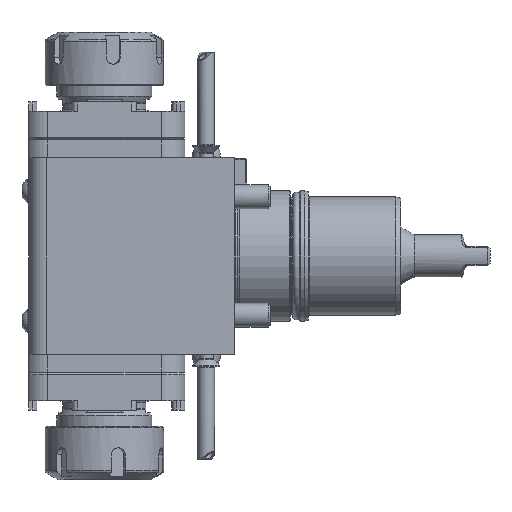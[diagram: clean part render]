
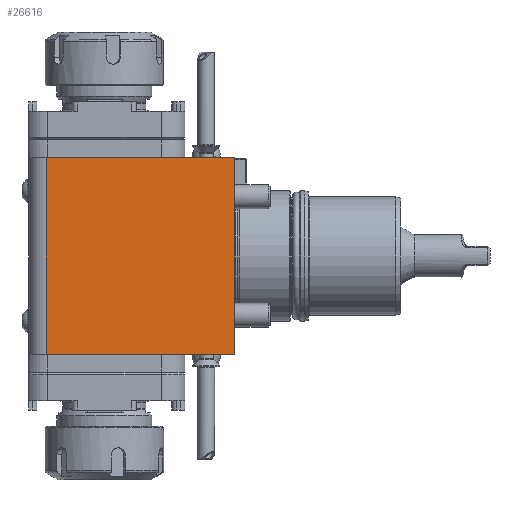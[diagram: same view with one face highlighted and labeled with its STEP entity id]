
A CAD part, left-side view. The second image highlights one B-rep face of the part: STEP entity #26616.
In plain terms, the highlighted planar face has unit normal (-1, 0, 0).
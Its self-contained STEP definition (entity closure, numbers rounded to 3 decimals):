
#299 = ORIENTED_EDGE ( 'NONE', *, *, #7725, .F. ) ;
#2637 = DIRECTION ( 'NONE',  ( 0., 0., -1. ) ) ;
#2708 = CARTESIAN_POINT ( 'NONE',  ( -42., 24.5, 41.5 ) ) ;
#2721 = EDGE_LOOP ( 'NONE', ( #13768, #299, #21501, #32653 ) ) ;
#2729 = CARTESIAN_POINT ( 'NONE',  ( -42., 24.5, -41.5 ) ) ;
#3505 = DIRECTION ( 'NONE',  ( 0., 0., -1. ) ) ;
#5674 = EDGE_CURVE ( 'NONE', #11726, #32101, #31809, .T. ) ;
#6852 = CARTESIAN_POINT ( 'NONE',  ( -42., 34., 41.5 ) ) ;
#7048 = LINE ( 'NONE', #6852, #31098 ) ;
#7725 = EDGE_CURVE ( 'NONE', #32101, #16182, #17022, .T. ) ;
#7731 = LINE ( 'NONE', #13592, #20487 ) ;
#8430 = VERTEX_POINT ( 'NONE', #2708 ) ;
#11556 = CARTESIAN_POINT ( 'NONE',  ( -42., -125., -49. ) ) ;
#11726 = VERTEX_POINT ( 'NONE', #32950 ) ;
#11964 = CARTESIAN_POINT ( 'NONE',  ( -42., -55., -41.5 ) ) ;
#13592 = CARTESIAN_POINT ( 'NONE',  ( -42., 24.5, -49. ) ) ;
#13768 = ORIENTED_EDGE ( 'NONE', *, *, #19132, .T. ) ;
#15405 = CARTESIAN_POINT ( 'NONE',  ( -42., -55., -49. ) ) ;
#16182 = VERTEX_POINT ( 'NONE', #2729 ) ;
#16934 = AXIS2_PLACEMENT_3D ( 'NONE', #11556, #22058, #21831 ) ;
#17022 = LINE ( 'NONE', #11964, #24652 ) ;
#17108 = PLANE ( 'NONE',  #16934 ) ;
#17319 = CARTESIAN_POINT ( 'NONE',  ( -42., -55., -41.5 ) ) ;
#18110 = VECTOR ( 'NONE', #2637, 1000. ) ;
#19132 = EDGE_CURVE ( 'NONE', #8430, #16182, #7731, .T. ) ;
#20487 = VECTOR ( 'NONE', #3505, 1000. ) ;
#21501 = ORIENTED_EDGE ( 'NONE', *, *, #5674, .F. ) ;
#21831 = DIRECTION ( 'NONE',  ( 0., 0., 1. ) ) ;
#22058 = DIRECTION ( 'NONE',  ( -1., 0., 0. ) ) ;
#24644 = DIRECTION ( 'NONE',  ( 0., -1., 0. ) ) ;
#24652 = VECTOR ( 'NONE', #24729, 1000. ) ;
#24729 = DIRECTION ( 'NONE',  ( 0., 1., 0. ) ) ;
#25455 = EDGE_CURVE ( 'NONE', #8430, #11726, #7048, .T. ) ;
#26616 = ADVANCED_FACE ( 'NONE', ( #32281 ), #17108, .T. ) ;
#31098 = VECTOR ( 'NONE', #24644, 1000. ) ;
#31809 = LINE ( 'NONE', #15405, #18110 ) ;
#32101 = VERTEX_POINT ( 'NONE', #17319 ) ;
#32281 = FACE_OUTER_BOUND ( 'NONE', #2721, .T. ) ;
#32653 = ORIENTED_EDGE ( 'NONE', *, *, #25455, .F. ) ;
#32950 = CARTESIAN_POINT ( 'NONE',  ( -42., -55., 41.5 ) ) ;
